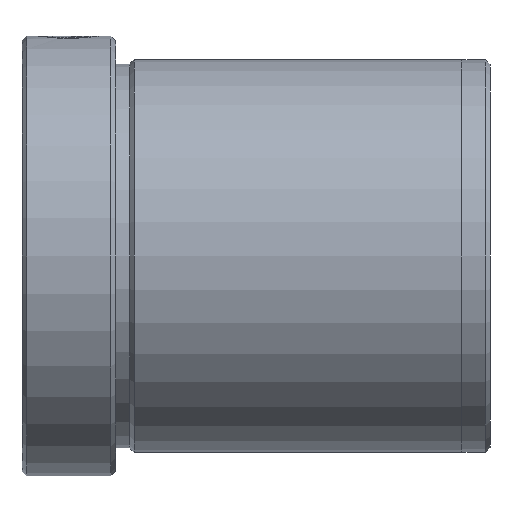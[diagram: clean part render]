
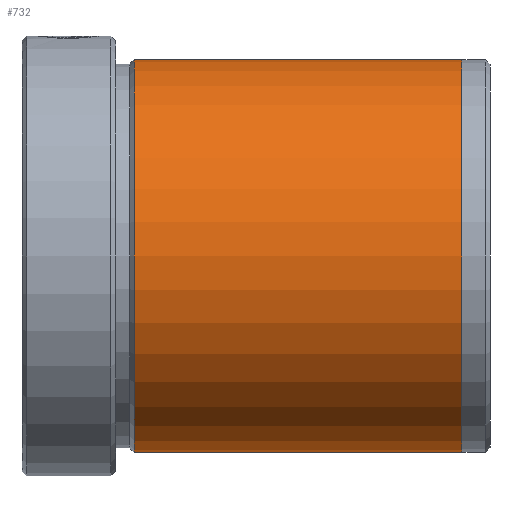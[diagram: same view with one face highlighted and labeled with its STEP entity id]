
A CAD part, left-side view. The second image highlights one B-rep face of the part: STEP entity #732.
In plain terms, the highlighted cylindrical face has radius 21 mm (diameter 42 mm), a partial arc.
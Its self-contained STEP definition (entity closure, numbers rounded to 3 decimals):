
#10 = AXIS2_PLACEMENT_3D ( 'NONE', #1258, #1412, #709 ) ;
#12 = CARTESIAN_POINT ( 'NONE',  ( 0., -47., -21. ) ) ;
#92 = DIRECTION ( 'NONE',  ( 0., 1., 0. ) ) ;
#109 = LINE ( 'NONE', #897, #428 ) ;
#135 = VERTEX_POINT ( 'NONE', #12 ) ;
#286 = ORIENTED_EDGE ( 'NONE', *, *, #955, .F. ) ;
#349 = ORIENTED_EDGE ( 'NONE', *, *, #916, .T. ) ;
#358 = CARTESIAN_POINT ( 'NONE',  ( 0., -12., -21. ) ) ;
#378 = AXIS2_PLACEMENT_3D ( 'NONE', #1482, #644, #1607 ) ;
#419 = VERTEX_POINT ( 'NONE', #624 ) ;
#428 = VECTOR ( 'NONE', #1184, 1000. ) ;
#434 = VERTEX_POINT ( 'NONE', #358 ) ;
#464 = AXIS2_PLACEMENT_3D ( 'NONE', #913, #92, #1051 ) ;
#477 = LINE ( 'NONE', #1722, #829 ) ;
#492 = DIRECTION ( 'NONE',  ( 0., 1., 0. ) ) ;
#624 = CARTESIAN_POINT ( 'NONE',  ( 0., -12., 21. ) ) ;
#644 = DIRECTION ( 'NONE',  ( 0., -1., 0. ) ) ;
#709 = DIRECTION ( 'NONE',  ( 0., 0., 1. ) ) ;
#732 = ADVANCED_FACE ( 'NONE', ( #1517 ), #1772, .T. ) ;
#785 = CARTESIAN_POINT ( 'NONE',  ( 0., -47., 21. ) ) ;
#829 = VECTOR ( 'NONE', #492, 1000. ) ;
#897 = CARTESIAN_POINT ( 'NONE',  ( 0., 0., 21. ) ) ;
#902 = EDGE_CURVE ( 'NONE', #135, #434, #477, .T. ) ;
#913 = CARTESIAN_POINT ( 'NONE',  ( 0., -12., 0. ) ) ;
#916 = EDGE_CURVE ( 'NONE', #1334, #419, #109, .T. ) ;
#944 = EDGE_CURVE ( 'NONE', #1334, #135, #1499, .T. ) ;
#955 = EDGE_CURVE ( 'NONE', #434, #419, #1112, .T. ) ;
#1051 = DIRECTION ( 'NONE',  ( 0., 0., 1. ) ) ;
#1112 = CIRCLE ( 'NONE', #464, 21. ) ;
#1184 = DIRECTION ( 'NONE',  ( 0., 1., 0. ) ) ;
#1257 = EDGE_LOOP ( 'NONE', ( #1491, #1724, #349, #286 ) ) ;
#1258 = CARTESIAN_POINT ( 'NONE',  ( 0., 0., 0. ) ) ;
#1334 = VERTEX_POINT ( 'NONE', #785 ) ;
#1412 = DIRECTION ( 'NONE',  ( 0., 1., 0. ) ) ;
#1482 = CARTESIAN_POINT ( 'NONE',  ( 0., -47., 0. ) ) ;
#1491 = ORIENTED_EDGE ( 'NONE', *, *, #902, .F. ) ;
#1499 = CIRCLE ( 'NONE', #378, 21. ) ;
#1517 = FACE_OUTER_BOUND ( 'NONE', #1257, .T. ) ;
#1607 = DIRECTION ( 'NONE',  ( 0., 0., -1. ) ) ;
#1722 = CARTESIAN_POINT ( 'NONE',  ( 0., 0., -21. ) ) ;
#1724 = ORIENTED_EDGE ( 'NONE', *, *, #944, .F. ) ;
#1772 = CYLINDRICAL_SURFACE ( 'NONE', #10, 21. ) ;
